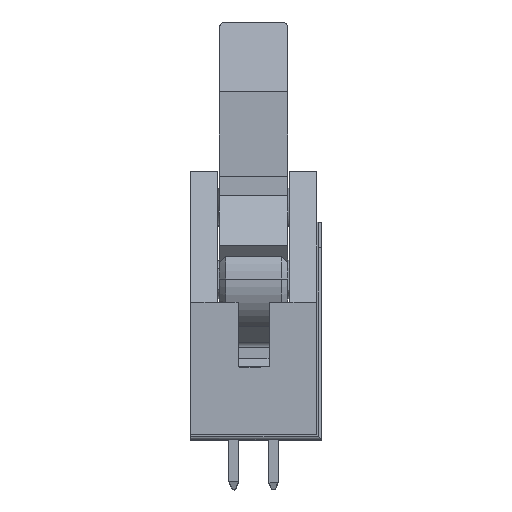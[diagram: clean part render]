
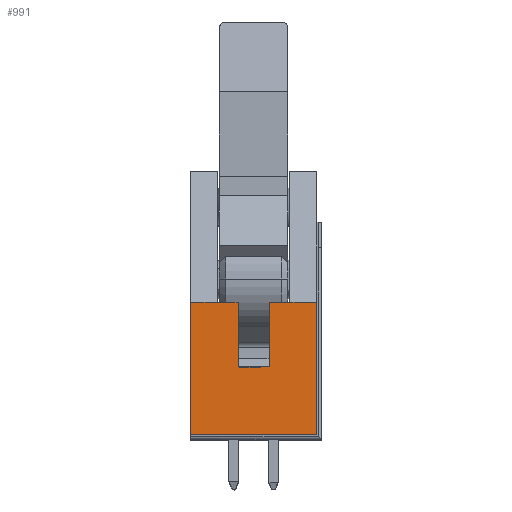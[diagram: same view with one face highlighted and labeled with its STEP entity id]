
A CAD part, top view. The second image highlights one B-rep face of the part: STEP entity #991.
In plain terms, the highlighted planar face has unit normal (0, 0, 1).
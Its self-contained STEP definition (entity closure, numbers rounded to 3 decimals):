
#991=ADVANCED_FACE('',(#2002),#2003,.T.);
#2002=FACE_OUTER_BOUND('',#3964,.T.);
#2003=PLANE('',#3965);
#3964=EDGE_LOOP('',(#6466,#6467,#6468,#6469,#6470,#6471,#6472,#6473,#6474,#6475));
#3965=AXIS2_PLACEMENT_3D('',#6476,#6477,#6478);
#6466=ORIENTED_EDGE('',*,*,#14212,.F.);
#6467=ORIENTED_EDGE('',*,*,#14209,.F.);
#6468=ORIENTED_EDGE('',*,*,#14102,.T.);
#6469=ORIENTED_EDGE('',*,*,#14213,.T.);
#6470=ORIENTED_EDGE('',*,*,#14214,.T.);
#6471=ORIENTED_EDGE('',*,*,#14210,.F.);
#6472=ORIENTED_EDGE('',*,*,#14215,.F.);
#6473=ORIENTED_EDGE('',*,*,#14216,.T.);
#6474=ORIENTED_EDGE('',*,*,#14217,.F.);
#6475=ORIENTED_EDGE('',*,*,#14218,.F.);
#6476=CARTESIAN_POINT('',(-12.253,6.855,-48.981));
#6477=DIRECTION('',(0.0,0.0,1.0));
#6478=DIRECTION('',(1.0,0.0,0.0));
#14102=EDGE_CURVE('',#16795,#16796,#16797,.T.);
#14209=EDGE_CURVE('',#16795,#16724,#16986,.T.);
#14210=EDGE_CURVE('',#16922,#16987,#16988,.T.);
#14212=EDGE_CURVE('',#16724,#16990,#16991,.T.);
#14213=EDGE_CURVE('',#16796,#16992,#16993,.T.);
#14214=EDGE_CURVE('',#16992,#16987,#16994,.T.);
#14215=EDGE_CURVE('',#16995,#16922,#16996,.T.);
#14216=EDGE_CURVE('',#16995,#16997,#16998,.T.);
#14217=EDGE_CURVE('',#16999,#16997,#17000,.T.);
#14218=EDGE_CURVE('',#16990,#16999,#17001,.T.);
#16724=VERTEX_POINT('',#21115);
#16795=VERTEX_POINT('',#21213);
#16796=VERTEX_POINT('',#21214);
#16797=LINE('',#21215,#21216);
#16922=VERTEX_POINT('',#21394);
#16986=LINE('',#21496,#21497);
#16987=VERTEX_POINT('',#21498);
#16988=LINE('',#21499,#21500);
#16990=VERTEX_POINT('',#21503);
#16991=LINE('',#21504,#21505);
#16992=VERTEX_POINT('',#21506);
#16993=LINE('',#21507,#21508);
#16994=LINE('',#21509,#21510);
#16995=VERTEX_POINT('',#21511);
#16996=LINE('',#21512,#21513);
#16997=VERTEX_POINT('',#21514);
#16998=LINE('',#21515,#21516);
#16999=VERTEX_POINT('',#21517);
#17000=LINE('',#21518,#21519);
#17001=LINE('',#21520,#21521);
#21115=CARTESIAN_POINT('',(-14.578,8.095,-48.981));
#21213=CARTESIAN_POINT('',(-16.303,8.095,-48.981));
#21214=CARTESIAN_POINT('',(-16.303,-0.405,-48.981));
#21215=CARTESIAN_POINT('',(-16.303,8.095,-48.981));
#21216=VECTOR('',#28560,8.5);
#21394=CARTESIAN_POINT('',(-9.928,8.095,-48.981));
#21496=CARTESIAN_POINT('',(-16.303,8.095,-48.981));
#21497=VECTOR('',#28697,1.725);
#21498=CARTESIAN_POINT('',(-8.203,8.095,-48.981));
#21499=CARTESIAN_POINT('',(-9.928,8.095,-48.981));
#21500=VECTOR('',#28698,1.725);
#21503=CARTESIAN_POINT('',(-13.253,8.095,-48.981));
#21504=CARTESIAN_POINT('',(-14.578,8.095,-48.981));
#21505=VECTOR('',#28700,1.325);
#21506=CARTESIAN_POINT('',(-8.203,-0.405,-48.981));
#21507=CARTESIAN_POINT('',(-16.303,-0.405,-48.981));
#21508=VECTOR('',#28701,8.1);
#21509=CARTESIAN_POINT('',(-8.203,-0.405,-48.981));
#21510=VECTOR('',#28702,8.5);
#21511=CARTESIAN_POINT('',(-11.253,8.095,-48.981));
#21512=CARTESIAN_POINT('',(-11.253,8.095,-48.981));
#21513=VECTOR('',#28703,1.325);
#21514=CARTESIAN_POINT('',(-11.253,3.955,-48.981));
#21515=CARTESIAN_POINT('',(-11.253,8.095,-48.981));
#21516=VECTOR('',#28704,4.14);
#21517=CARTESIAN_POINT('',(-13.253,3.955,-48.981));
#21518=CARTESIAN_POINT('',(-13.253,3.955,-48.981));
#21519=VECTOR('',#28705,2.0);
#21520=CARTESIAN_POINT('',(-13.253,8.095,-48.981));
#21521=VECTOR('',#28706,4.14);
#28560=DIRECTION('',(0.0,-1.0,0.0));
#28697=DIRECTION('',(1.0,0.0,0.0));
#28698=DIRECTION('',(1.0,0.0,0.0));
#28700=DIRECTION('',(1.0,0.0,0.0));
#28701=DIRECTION('',(1.0,0.0,0.0));
#28702=DIRECTION('',(0.0,1.0,0.0));
#28703=DIRECTION('',(1.0,0.0,0.0));
#28704=DIRECTION('',(0.0,-1.0,0.0));
#28705=DIRECTION('',(1.0,0.0,0.0));
#28706=DIRECTION('',(0.0,-1.0,0.0));
